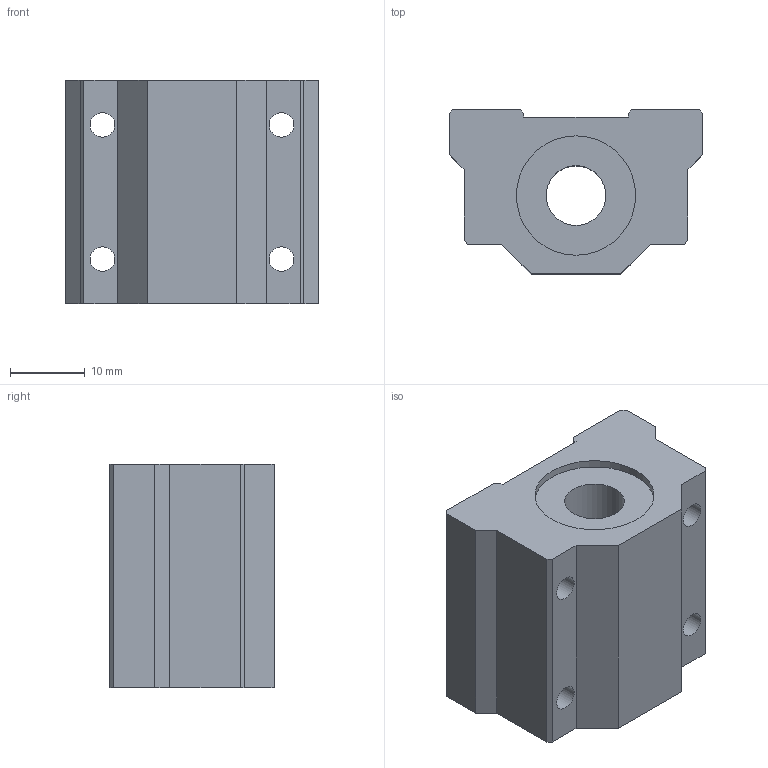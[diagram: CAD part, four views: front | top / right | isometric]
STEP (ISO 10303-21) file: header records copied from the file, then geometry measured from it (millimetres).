
FILE_DESCRIPTION(/* description */ ('STEP AP214'),/* implementation_level */ '2;1');
FILE_NAME(/* name */ '6876f851cc95e74f1a4e5c09',/* time_stamp */ '2025-07-16T00:54:41Z',/* author */ (''),/* organization */ (''),/* preprocessor_version */ 'ST-DEVELOPER v20',/* originating_system */ 'ONSHAPE BY PTC INC, 1.200',/* authorisation */ ' ');
FILE_SCHEMA (('AUTOMOTIVE_DESIGN {1 0 10303 214 3 1 1}'));
Length unit declared in the file: metre
Products named in the file (1): SC8UU v1
Bounding box: 34 x 22 x 30 mm (x, y, z)
Volume: 16089.8 mm3; surface area: 5764.2 mm2
Topology: 1 solids, 1 shells, 37 faces, 99 edges, 66 vertices
Faces by surface type: plane 26, cylinder 7, torus 4
Full cylindrical faces by diameter (mm): 3.3 x4, 8 x1, 16 x2
Entity records: 1110 total; most frequent: CARTESIAN_POINT 184, DIRECTION 178, ORIENTED_EDGE 168, EDGE_CURVE 84, LINE 66, VECTOR 66, VERTEX_POINT 62, EDGE_LOOP 60
